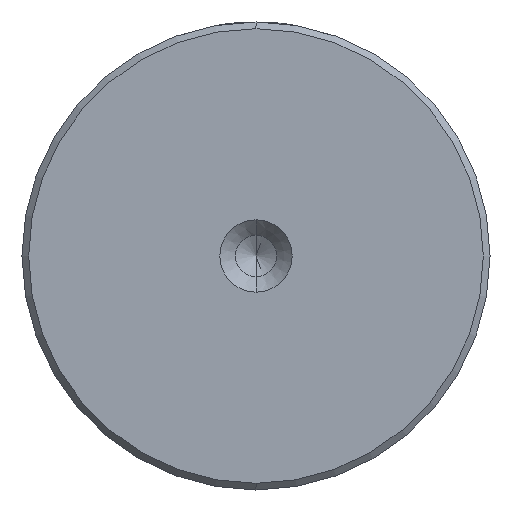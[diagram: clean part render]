
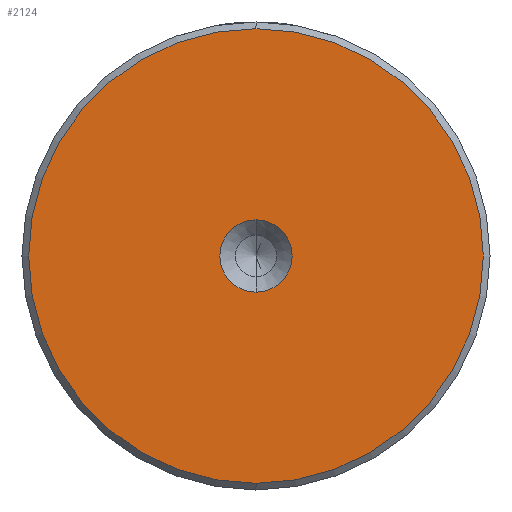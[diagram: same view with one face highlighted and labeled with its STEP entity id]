
A CAD part, left-side view. The second image highlights one B-rep face of the part: STEP entity #2124.
In plain terms, the highlighted planar face has unit normal (-1, 0, 0).
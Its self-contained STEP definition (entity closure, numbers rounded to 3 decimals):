
#22 = AXIS2_PLACEMENT_3D ( 'NONE', #1434, #1428, #1396 ) ;
#128 = EDGE_CURVE ( 'NONE', #1995, #1211, #2288, .T. ) ;
#150 = EDGE_CURVE ( 'NONE', #1211, #1995, #1444, .T. ) ;
#168 = CARTESIAN_POINT ( 'NONE',  ( 0., 0., 0. ) ) ;
#185 = CARTESIAN_POINT ( 'NONE',  ( 0., 0., 0. ) ) ;
#247 = EDGE_CURVE ( 'NONE', #550, #751, #255, .T. ) ;
#255 = CIRCLE ( 'NONE', #403, 2.7 ) ;
#362 = DIRECTION ( 'NONE',  ( 0., 0., 1. ) ) ;
#403 = AXIS2_PLACEMENT_3D ( 'NONE', #592, #714, #724 ) ;
#467 = AXIS2_PLACEMENT_3D ( 'NONE', #168, #1427, #362 ) ;
#550 = VERTEX_POINT ( 'NONE', #606 ) ;
#592 = CARTESIAN_POINT ( 'NONE',  ( 0., 0., 0. ) ) ;
#596 = ORIENTED_EDGE ( 'NONE', *, *, #247, .F. ) ;
#606 = CARTESIAN_POINT ( 'NONE',  ( 0., 0., -2.7 ) ) ;
#714 = DIRECTION ( 'NONE',  ( -1., 0., 0. ) ) ;
#724 = DIRECTION ( 'NONE',  ( 0., 0., 1. ) ) ;
#751 = VERTEX_POINT ( 'NONE', #1455 ) ;
#819 = AXIS2_PLACEMENT_3D ( 'NONE', #185, #915, #1439 ) ;
#850 = CARTESIAN_POINT ( 'NONE',  ( 0., 0., -17. ) ) ;
#915 = DIRECTION ( 'NONE',  ( -1., 0., 0. ) ) ;
#925 = CARTESIAN_POINT ( 'NONE',  ( 0., 0., 17. ) ) ;
#1002 = CIRCLE ( 'NONE', #467, 2.7 ) ;
#1114 = EDGE_CURVE ( 'NONE', #751, #550, #1002, .T. ) ;
#1142 = EDGE_LOOP ( 'NONE', ( #1355, #1654 ) ) ;
#1187 = AXIS2_PLACEMENT_3D ( 'NONE', #1993, #1307, #1800 ) ;
#1211 = VERTEX_POINT ( 'NONE', #925 ) ;
#1307 = DIRECTION ( 'NONE',  ( -1., 0., 0. ) ) ;
#1343 = EDGE_LOOP ( 'NONE', ( #1501, #596 ) ) ;
#1355 = ORIENTED_EDGE ( 'NONE', *, *, #128, .T. ) ;
#1396 = DIRECTION ( 'NONE',  ( 0., 0., 1. ) ) ;
#1427 = DIRECTION ( 'NONE',  ( -1., 0., 0. ) ) ;
#1428 = DIRECTION ( 'NONE',  ( -1., 0., 0. ) ) ;
#1434 = CARTESIAN_POINT ( 'NONE',  ( 0., 0., 0. ) ) ;
#1439 = DIRECTION ( 'NONE',  ( 0., 0., 1. ) ) ;
#1444 = CIRCLE ( 'NONE', #22, 17. ) ;
#1455 = CARTESIAN_POINT ( 'NONE',  ( 0., 0., 2.7 ) ) ;
#1488 = FACE_BOUND ( 'NONE', #1343, .T. ) ;
#1501 = ORIENTED_EDGE ( 'NONE', *, *, #1114, .F. ) ;
#1654 = ORIENTED_EDGE ( 'NONE', *, *, #150, .T. ) ;
#1800 = DIRECTION ( 'NONE',  ( 0., 0., 1. ) ) ;
#1993 = CARTESIAN_POINT ( 'NONE',  ( 0., 0., 0. ) ) ;
#1995 = VERTEX_POINT ( 'NONE', #850 ) ;
#2124 = ADVANCED_FACE ( 'NONE', ( #2292, #1488 ), #2281, .T. ) ;
#2281 = PLANE ( 'NONE',  #819 ) ;
#2288 = CIRCLE ( 'NONE', #1187, 17. ) ;
#2292 = FACE_OUTER_BOUND ( 'NONE', #1142, .T. ) ;
